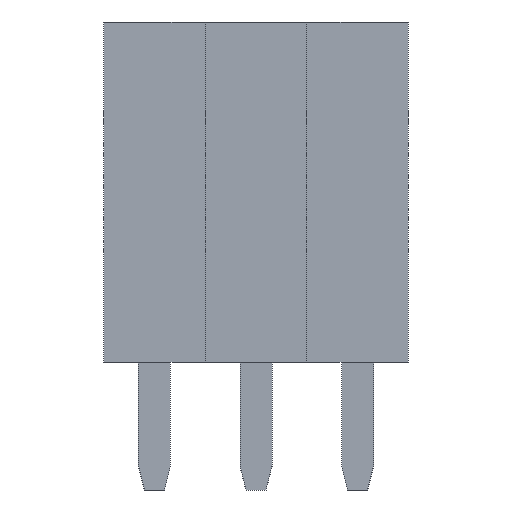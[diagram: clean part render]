
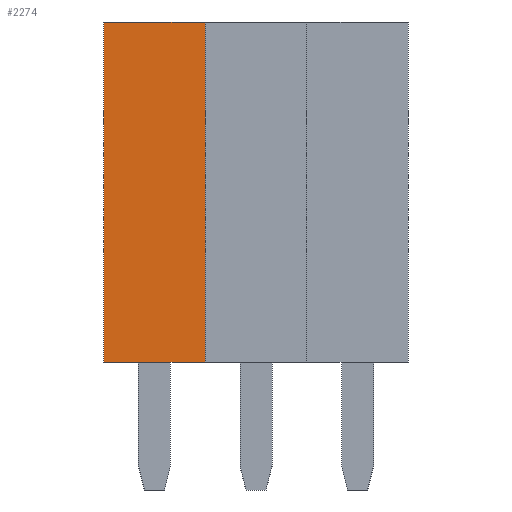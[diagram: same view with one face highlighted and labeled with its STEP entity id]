
A CAD part, front view. The second image highlights one B-rep face of the part: STEP entity #2274.
In plain terms, the highlighted planar face has unit normal (0, -1, 0).
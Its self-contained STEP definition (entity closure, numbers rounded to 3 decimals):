
#1478 = VERTEX_POINT('',#1479);
#1479 = CARTESIAN_POINT('',(-3.81,-1.27,0.02));
#1485 = EDGE_CURVE('',#1486,#1478,#1488,.T.);
#1486 = VERTEX_POINT('',#1487);
#1487 = CARTESIAN_POINT('',(-3.81,-1.27,8.52));
#1488 = LINE('',#1489,#1490);
#1489 = CARTESIAN_POINT('',(-3.81,-1.27,8.52));
#1490 = VECTOR('',#1491,1.);
#1491 = DIRECTION('',(0.,0.,-1.));
#1787 = VERTEX_POINT('',#1788);
#1788 = CARTESIAN_POINT('',(-1.27,-1.27,0.02));
#2201 = VERTEX_POINT('',#2202);
#2202 = CARTESIAN_POINT('',(-1.27,-1.27,8.52));
#2263 = EDGE_CURVE('',#1478,#1787,#2264,.T.);
#2264 = LINE('',#2265,#2266);
#2265 = CARTESIAN_POINT('',(-1.27,-1.27,0.02));
#2266 = VECTOR('',#2267,1.);
#2267 = DIRECTION('',(1.,0.,0.));
#2274 = ADVANCED_FACE('',(#2275),#2291,.F.);
#2275 = FACE_BOUND('',#2276,.F.);
#2276 = EDGE_LOOP('',(#2277,#2278,#2279,#2285));
#2277 = ORIENTED_EDGE('',*,*,#2263,.F.);
#2278 = ORIENTED_EDGE('',*,*,#1485,.F.);
#2279 = ORIENTED_EDGE('',*,*,#2280,.T.);
#2280 = EDGE_CURVE('',#1486,#2201,#2281,.T.);
#2281 = LINE('',#2282,#2283);
#2282 = CARTESIAN_POINT('',(-1.27,-1.27,8.52));
#2283 = VECTOR('',#2284,1.);
#2284 = DIRECTION('',(1.,0.,0.));
#2285 = ORIENTED_EDGE('',*,*,#2286,.T.);
#2286 = EDGE_CURVE('',#2201,#1787,#2287,.T.);
#2287 = LINE('',#2288,#2289);
#2288 = CARTESIAN_POINT('',(-1.27,-1.27,8.52));
#2289 = VECTOR('',#2290,1.);
#2290 = DIRECTION('',(0.,0.,-1.));
#2291 = PLANE('',#2292);
#2292 = AXIS2_PLACEMENT_3D('',#2293,#2294,#2295);
#2293 = CARTESIAN_POINT('',(-1.27,-1.27,8.52));
#2294 = DIRECTION('',(0.,1.,0.));
#2295 = DIRECTION('',(-1.,0.,0.));
